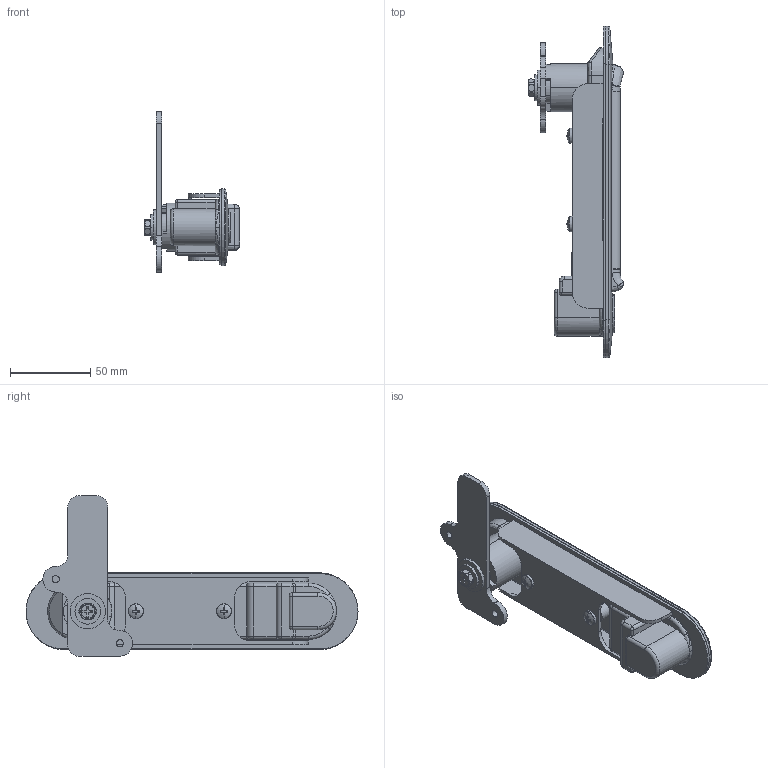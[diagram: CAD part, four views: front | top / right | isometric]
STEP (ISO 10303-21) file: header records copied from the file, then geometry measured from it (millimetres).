
FILE_DESCRIPTION (( 'STEP AP203' ), '1' );
FILE_NAME ('A-488-S-1-TAK60.STEP', '2021-11-05T05:24:54', ( '' ), ( '' ), 'SwSTEP 2.0', 'SolidWorks 2018', '' );
FILE_SCHEMA (( 'CONFIG_CONTROL_DESIGN' ));
Length unit declared in the file: millimetre
Products named in the file (15): A-488-S-1-TAK60; A-488-S-1僷僢僉儞_; A-480-S-1止め板_; 廫帤寠晅偒榋妏儃儖僩M6_M6亊18; A-488-4回転軸_; A-488-S-1本体_; A-488-S-1儚僢僔儍乕_; A-488-1　ハンドル_; A-488 ラッチケース_; 廫帤寠晅側傋偹偠M5_M5亊8; TAK60-2_公開用_TAK60-2-4; A-488-S-1角穴ワッシャー_; AC-25-E-1,-2_AC-25-E-1; A-488-5僾僢僔儏儃僞儞_; A-490ストッパー_
Assembly tree (15 placements, depth 2):
  A-488-S-1-TAK60
    A-488-S-1本体_
    A-488-S-1僷僢僉儞_
    A-488-1　ハンドル_
    A-490ストッパー_
    A-488-4回転軸_
    AC-25-E-1,-2_AC-25-E-1
    A-488 ラッチケース_
    TAK60-2_公開用_TAK60-2-4
    A-488-5僾僢僔儏儃僞儞_
    A-480-S-1止め板_
    A-488-S-1角穴ワッシャー_
    A-488-S-1儚僢僔儍乕_
    廫帤寠晅偒榋妏儃儖僩M6_M6亊18
    廫帤寠晅側傋偹偠M5_M5亊8  x2
Bounding box: 59.53 x 207 x 100 mm (x, y, z)
Volume: 149716.6 mm3; surface area: 97506.6 mm2
Topology: 15 solids, 15 shells, 631 faces, 1602 edges, 995 vertices
Faces by surface type: plane 284, cylinder 243, bspline 36, torus 35, cone 19, sphere 14
Entity records: 21846 total; most frequent: CARTESIAN_POINT 5721, DIRECTION 3065, ORIENTED_EDGE 3040, EDGE_CURVE 1520, AXIS2_PLACEMENT_3D 1120, VERTEX_POINT 957, LINE 825, VECTOR 825
